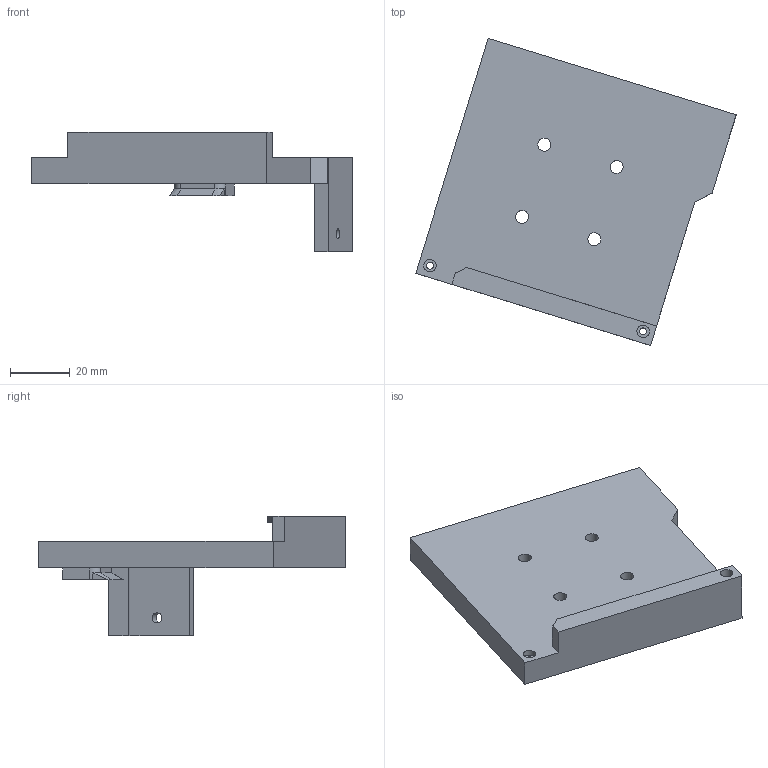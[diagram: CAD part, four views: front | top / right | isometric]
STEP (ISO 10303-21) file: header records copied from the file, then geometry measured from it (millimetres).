
FILE_DESCRIPTION(/* description */ (''),/* implementation_level */ '2;1');
FILE_NAME(/* name */ '3010 MOUNT PLATE.stp',/* time_stamp */ '2023-09-22T11:47:28-04:00',/* author */ ('jagers'),/* organization */ (''),/* preprocessor_version */ 'ST-DEVELOPER v19.2',/* originating_system */ 'Autodesk Inventor 2023',/* authorisation */ '');
FILE_SCHEMA (('AUTOMOTIVE_DESIGN { 1 0 10303 214 3 1 1 }'));
Length unit declared in the file: inch
Products named in the file (1): 3010 MOUNT PLATE
Bounding box: 107.66 x 103.2 x 40.26 mm (x, y, z)
Volume: 67850.9 mm3; surface area: 21235.1 mm2
Topology: 1 solids, 1 shells, 73 faces, 192 edges, 127 vertices
Faces by surface type: plane 58, cylinder 13, cone 2
Full cylindrical faces by diameter (mm): 2.286 x2, 3.429 x1, 4.191 x2, 4.369 x4
Entity records: 2304 total; most frequent: CARTESIAN_POINT 397, ORIENTED_EDGE 384, DIRECTION 369, EDGE_CURVE 192, LINE 159, VECTOR 159, VERTEX_POINT 127, AXIS2_PLACEMENT_3D 105
